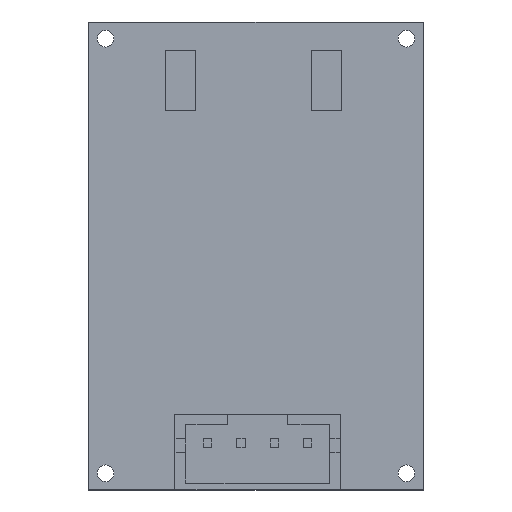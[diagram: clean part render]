
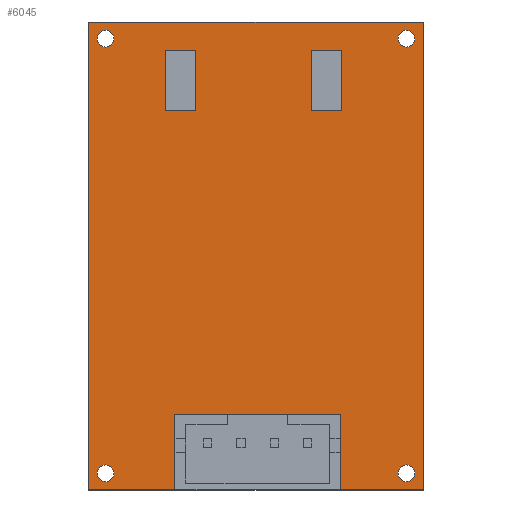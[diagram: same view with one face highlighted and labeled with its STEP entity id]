
A CAD part, top view. The second image highlights one B-rep face of the part: STEP entity #6045.
In plain terms, the highlighted planar face has unit normal (0, 0, 1).
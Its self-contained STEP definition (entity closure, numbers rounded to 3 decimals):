
#108=FACE_BOUND('',#1125,.T.);
#109=FACE_BOUND('',#1126,.T.);
#110=FACE_BOUND('',#1127,.T.);
#111=FACE_BOUND('',#1128,.T.);
#112=FACE_BOUND('',#1129,.T.);
#387=PLANE('',#6741);
#746=FACE_OUTER_BOUND('',#1124,.T.);
#1124=EDGE_LOOP('',(#5559,#5560,#5561,#5562));
#1125=EDGE_LOOP('',(#5563,#5564,#5565,#5566));
#1126=EDGE_LOOP('',(#5567));
#1127=EDGE_LOOP('',(#5568));
#1128=EDGE_LOOP('',(#5569));
#1129=EDGE_LOOP('',(#5570));
#1408=LINE('',#9218,#1954);
#1412=LINE('',#9226,#1958);
#1415=LINE('',#9232,#1961);
#1418=LINE('',#9237,#1964);
#1668=LINE('',#10331,#2214);
#1672=LINE('',#10337,#2218);
#1673=LINE('',#10340,#2219);
#1675=LINE('',#10343,#2221);
#1954=VECTOR('',#7285,10.);
#1958=VECTOR('',#7291,10.);
#1961=VECTOR('',#7296,10.);
#1964=VECTOR('',#7301,10.);
#2214=VECTOR('',#8597,10.);
#2218=VECTOR('',#8603,10.);
#2219=VECTOR('',#8606,10.);
#2221=VECTOR('',#8610,10.);
#2227=CIRCLE('',#6217,0.5);
#2229=CIRCLE('',#6220,0.5);
#2231=CIRCLE('',#6223,0.5);
#2233=CIRCLE('',#6226,0.5);
#2708=VERTEX_POINT('',#9216);
#2709=VERTEX_POINT('',#9217);
#2712=VERTEX_POINT('',#9225);
#2714=VERTEX_POINT('',#9231);
#2717=VERTEX_POINT('',#9242);
#2719=VERTEX_POINT('',#9248);
#2721=VERTEX_POINT('',#9254);
#2723=VERTEX_POINT('',#9260);
#3035=VERTEX_POINT('',#10329);
#3036=VERTEX_POINT('',#10330);
#3037=VERTEX_POINT('',#10335);
#3038=VERTEX_POINT('',#10339);
#3321=EDGE_CURVE('',#2708,#2709,#1408,.T.);
#3325=EDGE_CURVE('',#2709,#2712,#1412,.T.);
#3328=EDGE_CURVE('',#2712,#2714,#1415,.T.);
#3331=EDGE_CURVE('',#2714,#2708,#1418,.T.);
#3335=EDGE_CURVE('',#2717,#2717,#2227,.T.);
#3338=EDGE_CURVE('',#2719,#2719,#2229,.T.);
#3341=EDGE_CURVE('',#2721,#2721,#2231,.T.);
#3344=EDGE_CURVE('',#2723,#2723,#2233,.T.);
#3875=EDGE_CURVE('',#3035,#3036,#1668,.T.);
#3879=EDGE_CURVE('',#3036,#3037,#1672,.T.);
#3880=EDGE_CURVE('',#3037,#3038,#1673,.T.);
#3882=EDGE_CURVE('',#3038,#3035,#1675,.T.);
#5559=ORIENTED_EDGE('',*,*,#3879,.T.);
#5560=ORIENTED_EDGE('',*,*,#3880,.T.);
#5561=ORIENTED_EDGE('',*,*,#3882,.T.);
#5562=ORIENTED_EDGE('',*,*,#3875,.T.);
#5563=ORIENTED_EDGE('',*,*,#3328,.T.);
#5564=ORIENTED_EDGE('',*,*,#3331,.T.);
#5565=ORIENTED_EDGE('',*,*,#3321,.T.);
#5566=ORIENTED_EDGE('',*,*,#3325,.T.);
#5567=ORIENTED_EDGE('',*,*,#3335,.T.);
#5568=ORIENTED_EDGE('',*,*,#3338,.T.);
#5569=ORIENTED_EDGE('',*,*,#3341,.T.);
#5570=ORIENTED_EDGE('',*,*,#3344,.T.);
#6045=ADVANCED_FACE('',(#746,#108,#109,#110,#111,#112),#387,.F.);
#6217=AXIS2_PLACEMENT_3D('',#9244,#7308,#7309);
#6220=AXIS2_PLACEMENT_3D('',#9250,#7315,#7316);
#6223=AXIS2_PLACEMENT_3D('',#9256,#7322,#7323);
#6226=AXIS2_PLACEMENT_3D('',#9262,#7329,#7330);
#6741=AXIS2_PLACEMENT_3D('',#10344,#8611,#8612);
#7285=DIRECTION('',(0.,-1.,0.));
#7291=DIRECTION('',(-1.,0.,0.));
#7296=DIRECTION('',(0.,1.,0.));
#7301=DIRECTION('',(1.,0.,0.));
#7308=DIRECTION('center_axis',(0.,0.,-1.));
#7309=DIRECTION('ref_axis',(-1.,0.,0.));
#7315=DIRECTION('center_axis',(0.,0.,-1.));
#7316=DIRECTION('ref_axis',(-1.,0.,0.));
#7322=DIRECTION('center_axis',(0.,0.,-1.));
#7323=DIRECTION('ref_axis',(-1.,0.,0.));
#7329=DIRECTION('center_axis',(0.,0.,-1.));
#7330=DIRECTION('ref_axis',(-1.,0.,0.));
#8597=DIRECTION('',(0.,-1.,0.));
#8603=DIRECTION('',(1.,0.,0.));
#8606=DIRECTION('',(0.,1.,0.));
#8610=DIRECTION('',(-1.,0.,0.));
#8611=DIRECTION('center_axis',(0.,0.,-1.));
#8612=DIRECTION('ref_axis',(1.,0.,0.));
#9216=CARTESIAN_POINT('',(-0.85,40.05,-70.1));
#9217=CARTESIAN_POINT('',(-0.85,39.55,-70.1));
#9218=CARTESIAN_POINT('',(-0.85,45.275,-70.1));
#9225=CARTESIAN_POINT('',(-1.35,39.55,-70.1));
#9226=CARTESIAN_POINT('',(-1.775,39.55,-70.1));
#9231=CARTESIAN_POINT('',(-1.35,40.05,-70.1));
#9232=CARTESIAN_POINT('',(-1.35,45.525,-70.1));
#9237=CARTESIAN_POINT('',(-1.525,40.05,-70.1));
#9242=CARTESIAN_POINT('',(-10.7,38.,-70.1));
#9244=CARTESIAN_POINT('Origin',(-11.2,38.,-70.1));
#9248=CARTESIAN_POINT('',(7.3,38.,-70.1));
#9250=CARTESIAN_POINT('Origin',(6.8,38.,-70.1));
#9254=CARTESIAN_POINT('',(-10.7,64.,-70.1));
#9256=CARTESIAN_POINT('Origin',(-11.2,64.,-70.1));
#9260=CARTESIAN_POINT('',(7.3,64.,-70.1));
#9262=CARTESIAN_POINT('Origin',(6.8,64.,-70.1));
#10329=CARTESIAN_POINT('',(-12.2,65.,-70.1));
#10330=CARTESIAN_POINT('',(-12.2,37.,-70.1));
#10331=CARTESIAN_POINT('',(-12.2,65.,-70.1));
#10335=CARTESIAN_POINT('',(7.8,37.,-70.1));
#10337=CARTESIAN_POINT('',(-12.2,37.,-70.1));
#10339=CARTESIAN_POINT('',(7.8,65.,-70.1));
#10340=CARTESIAN_POINT('',(7.8,37.,-70.1));
#10343=CARTESIAN_POINT('',(7.8,65.,-70.1));
#10344=CARTESIAN_POINT('Origin',(-2.2,51.,-70.1));
